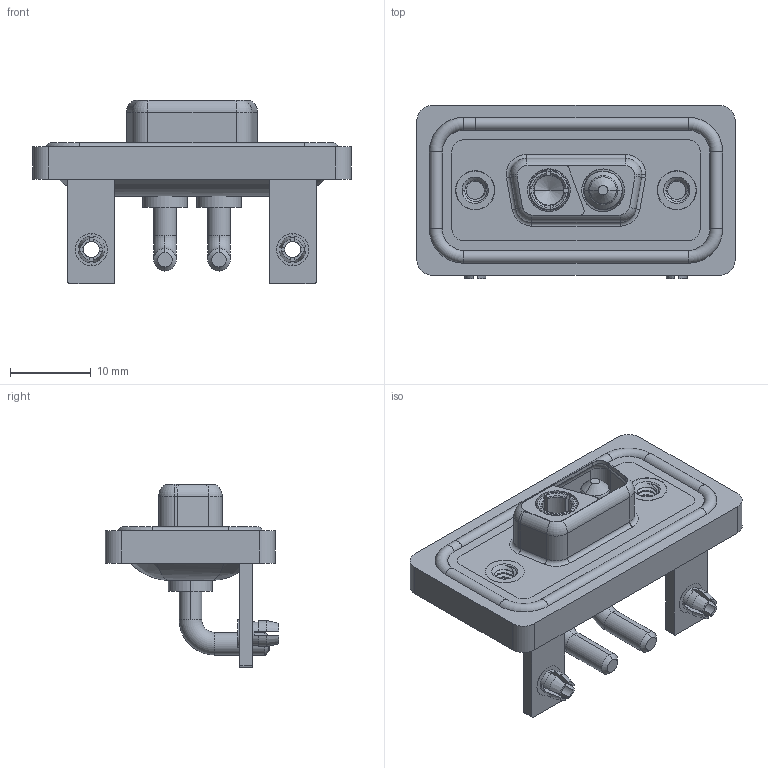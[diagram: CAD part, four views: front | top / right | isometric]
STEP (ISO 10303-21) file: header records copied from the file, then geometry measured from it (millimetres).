
FILE_DESCRIPTION (( 'STEP AP203' ), '1' );
FILE_NAME ('630W2WK2240-2N3.STEP', '2024-04-11T21:14:04', ( '' ), ( '' ), 'SwSTEP 2.0', 'SolidWorks 2023', '' );
FILE_SCHEMA (( 'CONFIG_CONTROL_DESIGN' ));
Length unit declared in the file: millimetre
Products named in the file (10): 630Combo Board Lock_50 Contacts; 630Combo Housing_2WK2; 630Combo Shell Front_09 Contacts; Power Socket_20A RA; 630Combo Waterproof Housing_09 Contacts; 630Combo Threaded Rivet_2; Power Pin_20A RA; 630Combo Stabilizer Bracket_50 Contacts; 630Combo Shell Rear_09 Contacts; 630W2WK2240-2N3
Assembly tree (12 placements, depth 2):
  630W2WK2240-2N3
    630Combo Housing_2WK2
    630Combo Shell Front_09 Contacts
    630Combo Shell Rear_09 Contacts
    630Combo Threaded Rivet_2  x2
    630Combo Stabilizer Bracket_50 Contacts  x2
    630Combo Board Lock_50 Contacts  x2
    Power Socket_20A RA
    Power Pin_20A RA
    630Combo Waterproof Housing_09 Contacts
Bounding box: 39.5 x 21.5 x 22.8 mm (x, y, z)
Volume: 5109.3 mm3; surface area: 8439.8 mm2
Topology: 15 solids, 15 shells, 648 faces, 1622 edges, 1025 vertices
Faces by surface type: cylinder 291, plane 212, torus 81, cone 52, bspline 12
Entity records: 19370 total; most frequent: CARTESIAN_POINT 5071, DIRECTION 2910, ORIENTED_EDGE 2690, EDGE_CURVE 1345, AXIS2_PLACEMENT_3D 1159, VERTEX_POINT 851, CIRCLE 608, EDGE_LOOP 598
